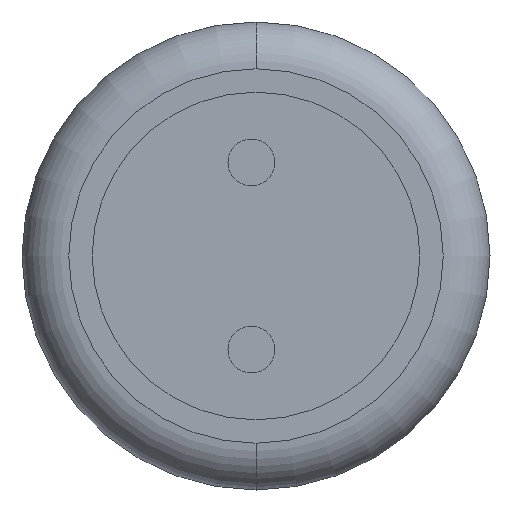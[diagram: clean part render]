
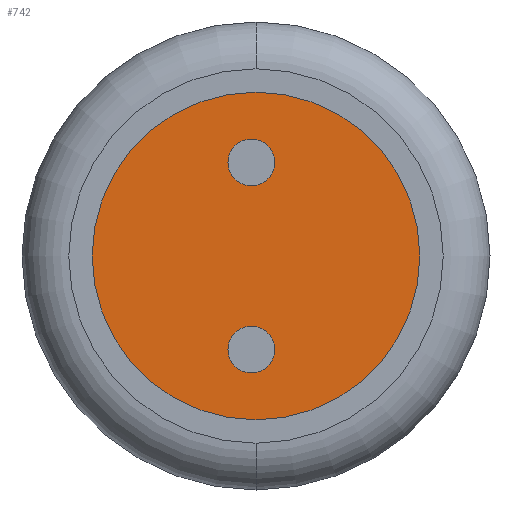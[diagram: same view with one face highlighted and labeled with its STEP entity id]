
A CAD part, front view. The second image highlights one B-rep face of the part: STEP entity #742.
In plain terms, the highlighted planar face has unit normal (0, -1, 0).
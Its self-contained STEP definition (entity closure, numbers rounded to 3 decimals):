
#127 = DIRECTION ( 'NONE',  ( 0., 0., -1. ) ) ;
#128 = DIRECTION ( 'NONE',  ( 0., -1., 0. ) ) ;
#129 = CARTESIAN_POINT ( 'NONE',  ( -0.05, 0.18, 1. ) ) ;
#130 = AXIS2_PLACEMENT_3D ( 'NONE', #129, #128, #127 ) ;
#135 = CARTESIAN_POINT ( 'NONE',  ( -0.05, 0.18, 1.25 ) ) ;
#136 = CIRCLE ( 'NONE', #130, 0.25 ) ;
#144 = CARTESIAN_POINT ( 'NONE',  ( -0.05, 0.18, -1.25 ) ) ;
#318 = DIRECTION ( 'NONE',  ( 0., 0., 1. ) ) ;
#319 = DIRECTION ( 'NONE',  ( 0., -1., 0. ) ) ;
#320 = CARTESIAN_POINT ( 'NONE',  ( -0.05, 0.18, -1. ) ) ;
#323 = CIRCLE ( 'NONE', #357, 0.25 ) ;
#357 = AXIS2_PLACEMENT_3D ( 'NONE', #320, #319, #318 ) ;
#364 = CARTESIAN_POINT ( 'NONE',  ( 0., 0.18, -1.75 ) ) ;
#433 = CARTESIAN_POINT ( 'NONE',  ( -0.05, 0.18, -0.75 ) ) ;
#450 = CARTESIAN_POINT ( 'NONE',  ( -0.05, 0.18, 0.75 ) ) ;
#740 = ORIENTED_EDGE ( 'NONE', *, *, #793, .F. ) ;
#742 = ADVANCED_FACE ( 'NONE', ( #1268, #1292, #1295 ), #1298, .T. ) ;
#745 = EDGE_LOOP ( 'NONE', ( #748, #789 ) ) ;
#746 = EDGE_LOOP ( 'NONE', ( #740, #794 ) ) ;
#748 = ORIENTED_EDGE ( 'NONE', *, *, #791, .F. ) ;
#751 = EDGE_LOOP ( 'NONE', ( #783, #782 ) ) ;
#782 = ORIENTED_EDGE ( 'NONE', *, *, #1070, .F. ) ;
#783 = ORIENTED_EDGE ( 'NONE', *, *, #792, .F. ) ;
#789 = ORIENTED_EDGE ( 'NONE', *, *, #1148, .F. ) ;
#791 = EDGE_CURVE ( 'NONE', #1145, #1068, #1384, .T. ) ;
#792 = EDGE_CURVE ( 'NONE', #1067, #1174, #1438, .T. ) ;
#793 = EDGE_CURVE ( 'NONE', #851, #1146, #1394, .T. ) ;
#794 = ORIENTED_EDGE ( 'NONE', *, *, #837, .F. ) ;
#837 = EDGE_CURVE ( 'NONE', #1146, #851, #1546, .T. ) ;
#851 = VERTEX_POINT ( 'NONE', #1638 ) ;
#1067 = VERTEX_POINT ( 'NONE', #135 ) ;
#1068 = VERTEX_POINT ( 'NONE', #144 ) ;
#1070 = EDGE_CURVE ( 'NONE', #1174, #1067, #136, .T. ) ;
#1145 = VERTEX_POINT ( 'NONE', #433 ) ;
#1146 = VERTEX_POINT ( 'NONE', #364 ) ;
#1148 = EDGE_CURVE ( 'NONE', #1068, #1145, #323, .T. ) ;
#1174 = VERTEX_POINT ( 'NONE', #450 ) ;
#1255 = DIRECTION ( 'NONE',  ( 0., 0., -1. ) ) ;
#1256 = DIRECTION ( 'NONE',  ( 0., -1., 0. ) ) ;
#1257 = CARTESIAN_POINT ( 'NONE',  ( 0., 0.18, 0. ) ) ;
#1268 = FACE_BOUND ( 'NONE', #745, .T. ) ;
#1275 = AXIS2_PLACEMENT_3D ( 'NONE', #1257, #1256, #1255 ) ;
#1292 = FACE_OUTER_BOUND ( 'NONE', #746, .T. ) ;
#1295 = FACE_BOUND ( 'NONE', #751, .T. ) ;
#1298 = PLANE ( 'NONE',  #1275 ) ;
#1367 = CARTESIAN_POINT ( 'NONE',  ( -0.05, 0.18, 1. ) ) ;
#1381 = CARTESIAN_POINT ( 'NONE',  ( -0.05, 0.18, -1. ) ) ;
#1384 = CIRCLE ( 'NONE', #1441, 0.25 ) ;
#1394 = CIRCLE ( 'NONE', #1428, 1.75 ) ;
#1397 = DIRECTION ( 'NONE',  ( 0., 1., 0. ) ) ;
#1426 = DIRECTION ( 'NONE',  ( 0., 0., 1. ) ) ;
#1428 = AXIS2_PLACEMENT_3D ( 'NONE', #1436, #1397, #1426 ) ;
#1429 = DIRECTION ( 'NONE',  ( 0., 0., -1. ) ) ;
#1430 = DIRECTION ( 'NONE',  ( 0., -1., 0. ) ) ;
#1433 = AXIS2_PLACEMENT_3D ( 'NONE', #1367, #1430, #1429 ) ;
#1434 = DIRECTION ( 'NONE',  ( 0., 0., 1. ) ) ;
#1435 = DIRECTION ( 'NONE',  ( 0., -1., 0. ) ) ;
#1436 = CARTESIAN_POINT ( 'NONE',  ( 0., 0.18, 0. ) ) ;
#1438 = CIRCLE ( 'NONE', #1433, 0.25 ) ;
#1441 = AXIS2_PLACEMENT_3D ( 'NONE', #1381, #1435, #1434 ) ;
#1453 = AXIS2_PLACEMENT_3D ( 'NONE', #1544, #1543, #1542 ) ;
#1542 = DIRECTION ( 'NONE',  ( 0., 0., 1. ) ) ;
#1543 = DIRECTION ( 'NONE',  ( 0., 1., 0. ) ) ;
#1544 = CARTESIAN_POINT ( 'NONE',  ( 0., 0.18, 0. ) ) ;
#1546 = CIRCLE ( 'NONE', #1453, 1.75 ) ;
#1638 = CARTESIAN_POINT ( 'NONE',  ( 0., 0.18, 1.75 ) ) ;
